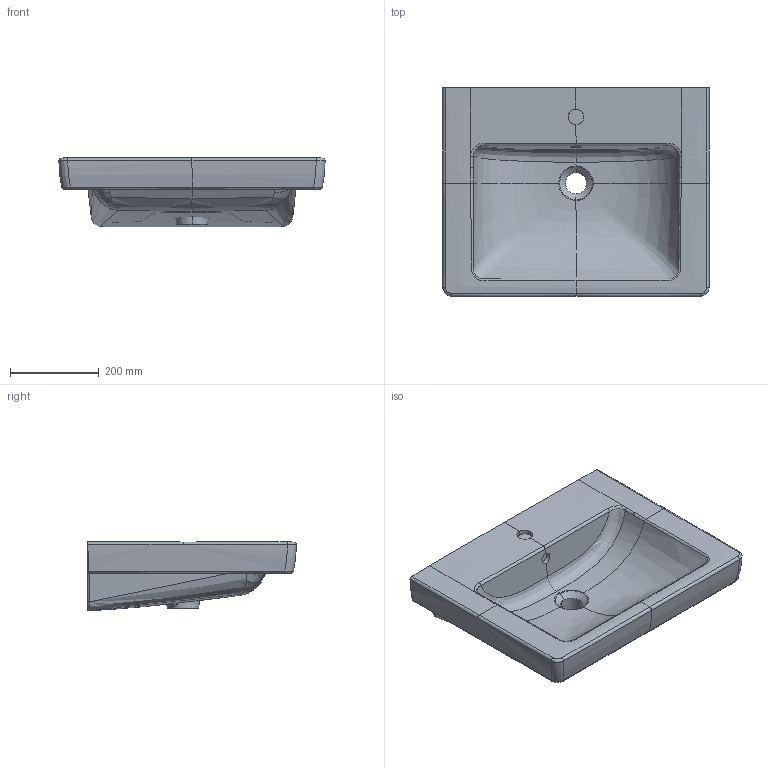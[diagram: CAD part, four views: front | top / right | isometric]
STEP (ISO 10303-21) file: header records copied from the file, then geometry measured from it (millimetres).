
FILE_DESCRIPTION(/* description */ (''),/* implementation_level */ '2;1');
FILE_NAME(/* name */ '711360_Subway2.0_WT60.stp',/* time_stamp */ '2018-11-16T12:23:03+01:00',/* author */ (''),/* organization */ (''),/* preprocessor_version */ 'ST-DEVELOPER v16',/* originating_system */ 'SIEMENS PLM Software NX 10.0',/* authorisation */ '');
FILE_SCHEMA (('AUTOMOTIVE_DESIGN { 1 0 10303 214 3 1 1 1 }'));
Length unit declared in the file: millimetre
Products named in the file (1): Sier21605C88a6vs
Bounding box: 599.88 x 469.94 x 156.74 mm (x, y, z)
Volume: 20000388.5 mm3; surface area: 866197.9 mm2
Topology: 1 solids, 1 shells, 159 faces, 410 edges, 249 vertices
Faces by surface type: bspline 117, plane 16, cylinder 14, extrusion 6, cone 4, torus 2
Full cylindrical faces by diameter (mm): 25 x1, 47.52 x1
Entity records: 17497 total; most frequent: CARTESIAN_POINT 14675, ORIENTED_EDGE 808, EDGE_CURVE 404, DIRECTION 263, B_SPLINE_CURVE_WITH_KNOTS 248, VERTEX_POINT 248, EDGE_LOOP 162, ADVANCED_FACE 159
